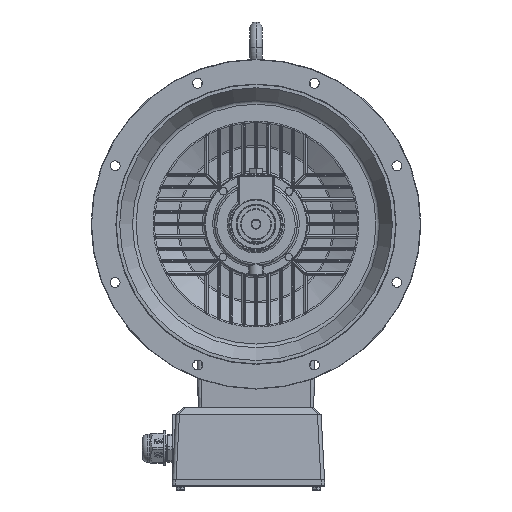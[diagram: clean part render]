
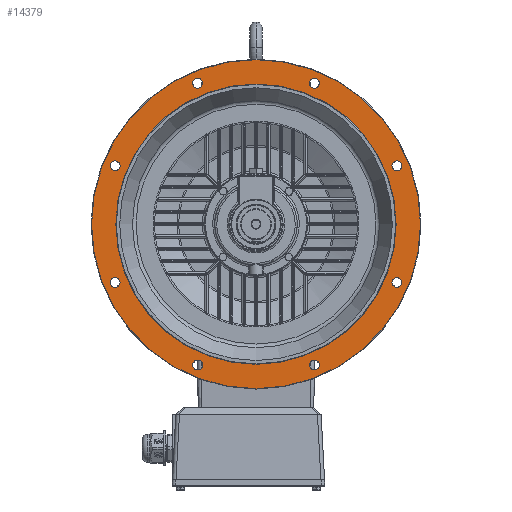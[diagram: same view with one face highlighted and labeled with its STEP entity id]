
A CAD part, left-side view. The second image highlights one B-rep face of the part: STEP entity #14379.
In plain terms, the highlighted planar face has unit normal (-1, 0, 0).
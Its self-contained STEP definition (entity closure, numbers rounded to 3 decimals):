
#6816=PLANE('',#109917);
#8747=FACE_BOUND('',#27106,.T.);
#8748=FACE_BOUND('',#27107,.T.);
#8749=FACE_BOUND('',#27108,.T.);
#8750=FACE_BOUND('',#27109,.T.);
#8751=FACE_BOUND('',#27110,.T.);
#8752=FACE_BOUND('',#27111,.T.);
#8753=FACE_BOUND('',#27112,.T.);
#8754=FACE_BOUND('',#27113,.T.);
#8755=FACE_BOUND('',#27114,.T.);
#8756=FACE_BOUND('',#27115,.T.);
#14379=ADVANCED_FACE('',(#8747,#8748,#8749,#8750,#8751,#8752,#8753,#8754,
#8755,#8756),#6816,.T.);
#27106=EDGE_LOOP('',(#72115));
#27107=EDGE_LOOP('',(#72116,#72117));
#27108=EDGE_LOOP('',(#72118,#72119));
#27109=EDGE_LOOP('',(#72120,#72121));
#27110=EDGE_LOOP('',(#72122,#72123));
#27111=EDGE_LOOP('',(#72124,#72125));
#27112=EDGE_LOOP('',(#72126,#72127));
#27113=EDGE_LOOP('',(#72128,#72129));
#27114=EDGE_LOOP('',(#72130,#72131));
#27115=EDGE_LOOP('',(#72132));
#72115=ORIENTED_EDGE('',*,*,#98879,.T.);
#72116=ORIENTED_EDGE('',*,*,#98880,.F.);
#72117=ORIENTED_EDGE('',*,*,#98881,.F.);
#72118=ORIENTED_EDGE('',*,*,#98882,.F.);
#72119=ORIENTED_EDGE('',*,*,#98883,.F.);
#72120=ORIENTED_EDGE('',*,*,#98884,.F.);
#72121=ORIENTED_EDGE('',*,*,#98885,.F.);
#72122=ORIENTED_EDGE('',*,*,#98886,.F.);
#72123=ORIENTED_EDGE('',*,*,#98887,.F.);
#72124=ORIENTED_EDGE('',*,*,#98888,.F.);
#72125=ORIENTED_EDGE('',*,*,#98889,.F.);
#72126=ORIENTED_EDGE('',*,*,#98890,.F.);
#72127=ORIENTED_EDGE('',*,*,#98891,.F.);
#72128=ORIENTED_EDGE('',*,*,#98892,.F.);
#72129=ORIENTED_EDGE('',*,*,#98893,.F.);
#72130=ORIENTED_EDGE('',*,*,#98894,.F.);
#72131=ORIENTED_EDGE('',*,*,#98895,.F.);
#72132=ORIENTED_EDGE('',*,*,#98896,.T.);
#85040=VERTEX_POINT('',#171609);
#85041=VERTEX_POINT('',#171611);
#85042=VERTEX_POINT('',#171612);
#85043=VERTEX_POINT('',#171615);
#85044=VERTEX_POINT('',#171616);
#85045=VERTEX_POINT('',#171619);
#85046=VERTEX_POINT('',#171620);
#85047=VERTEX_POINT('',#171623);
#85048=VERTEX_POINT('',#171624);
#85049=VERTEX_POINT('',#171627);
#85050=VERTEX_POINT('',#171628);
#85051=VERTEX_POINT('',#171631);
#85052=VERTEX_POINT('',#171632);
#85053=VERTEX_POINT('',#171635);
#85054=VERTEX_POINT('',#171636);
#85055=VERTEX_POINT('',#171639);
#85056=VERTEX_POINT('',#171640);
#85057=VERTEX_POINT('',#171643);
#98879=EDGE_CURVE('',#85040,#85040,#103057,.T.);
#98880=EDGE_CURVE('',#85041,#85042,#103058,.T.);
#98881=EDGE_CURVE('',#85042,#85041,#103059,.T.);
#98882=EDGE_CURVE('',#85043,#85044,#103060,.T.);
#98883=EDGE_CURVE('',#85044,#85043,#103061,.T.);
#98884=EDGE_CURVE('',#85045,#85046,#103062,.T.);
#98885=EDGE_CURVE('',#85046,#85045,#103063,.T.);
#98886=EDGE_CURVE('',#85047,#85048,#103064,.T.);
#98887=EDGE_CURVE('',#85048,#85047,#103065,.T.);
#98888=EDGE_CURVE('',#85049,#85050,#103066,.T.);
#98889=EDGE_CURVE('',#85050,#85049,#103067,.T.);
#98890=EDGE_CURVE('',#85051,#85052,#103068,.T.);
#98891=EDGE_CURVE('',#85052,#85051,#103069,.T.);
#98892=EDGE_CURVE('',#85053,#85054,#103070,.T.);
#98893=EDGE_CURVE('',#85054,#85053,#103071,.T.);
#98894=EDGE_CURVE('',#85055,#85056,#103072,.T.);
#98895=EDGE_CURVE('',#85056,#85055,#103073,.T.);
#98896=EDGE_CURVE('',#85057,#85057,#103074,.T.);
#103057=CIRCLE('',#109899,399.121);
#103058=CIRCLE('',#109900,12.);
#103059=CIRCLE('',#109901,12.);
#103060=CIRCLE('',#109902,12.);
#103061=CIRCLE('',#109903,12.);
#103062=CIRCLE('',#109904,12.);
#103063=CIRCLE('',#109905,12.);
#103064=CIRCLE('',#109906,12.);
#103065=CIRCLE('',#109907,12.);
#103066=CIRCLE('',#109908,12.);
#103067=CIRCLE('',#109909,12.);
#103068=CIRCLE('',#109910,12.);
#103069=CIRCLE('',#109911,12.);
#103070=CIRCLE('',#109912,12.);
#103071=CIRCLE('',#109913,12.);
#103072=CIRCLE('',#109914,12.);
#103073=CIRCLE('',#109915,12.);
#103074=CIRCLE('',#109916,340.);
#109899=AXIS2_PLACEMENT_3D('',#171608,#132696,#132697);
#109900=AXIS2_PLACEMENT_3D('',#171610,#132698,#132699);
#109901=AXIS2_PLACEMENT_3D('',#171613,#132700,#132701);
#109902=AXIS2_PLACEMENT_3D('',#171614,#132702,#132703);
#109903=AXIS2_PLACEMENT_3D('',#171617,#132704,#132705);
#109904=AXIS2_PLACEMENT_3D('',#171618,#132706,#132707);
#109905=AXIS2_PLACEMENT_3D('',#171621,#132708,#132709);
#109906=AXIS2_PLACEMENT_3D('',#171622,#132710,#132711);
#109907=AXIS2_PLACEMENT_3D('',#171625,#132712,#132713);
#109908=AXIS2_PLACEMENT_3D('',#171626,#132714,#132715);
#109909=AXIS2_PLACEMENT_3D('',#171629,#132716,#132717);
#109910=AXIS2_PLACEMENT_3D('',#171630,#132718,#132719);
#109911=AXIS2_PLACEMENT_3D('',#171633,#132720,#132721);
#109912=AXIS2_PLACEMENT_3D('',#171634,#132722,#132723);
#109913=AXIS2_PLACEMENT_3D('',#171637,#132724,#132725);
#109914=AXIS2_PLACEMENT_3D('',#171638,#132726,#132727);
#109915=AXIS2_PLACEMENT_3D('',#171641,#132728,#132729);
#109916=AXIS2_PLACEMENT_3D('',#171642,#132730,#132731);
#109917=AXIS2_PLACEMENT_3D('',#171644,#132732,#132733);
#132696=DIRECTION('',(-1.,0.,0.));
#132697=DIRECTION('',(0.,0.,1.));
#132698=DIRECTION('',(-1.,0.,0.));
#132699=DIRECTION('',(0.,0.,1.));
#132700=DIRECTION('',(-1.,0.,0.));
#132701=DIRECTION('',(0.,0.,1.));
#132702=DIRECTION('',(-1.,0.,0.));
#132703=DIRECTION('',(0.,0.,1.));
#132704=DIRECTION('',(-1.,0.,0.));
#132705=DIRECTION('',(0.,0.,1.));
#132706=DIRECTION('',(-1.,0.,0.));
#132707=DIRECTION('',(0.,0.,1.));
#132708=DIRECTION('',(-1.,0.,0.));
#132709=DIRECTION('',(0.,0.,1.));
#132710=DIRECTION('',(-1.,0.,0.));
#132711=DIRECTION('',(0.,0.,1.));
#132712=DIRECTION('',(-1.,0.,0.));
#132713=DIRECTION('',(0.,0.,1.));
#132714=DIRECTION('',(-1.,0.,0.));
#132715=DIRECTION('',(0.,0.,1.));
#132716=DIRECTION('',(-1.,0.,0.));
#132717=DIRECTION('',(0.,0.,1.));
#132718=DIRECTION('',(-1.,0.,0.));
#132719=DIRECTION('',(0.,0.,1.));
#132720=DIRECTION('',(-1.,0.,0.));
#132721=DIRECTION('',(0.,0.,1.));
#132722=DIRECTION('',(-1.,0.,0.));
#132723=DIRECTION('',(0.,0.,1.));
#132724=DIRECTION('',(-1.,0.,0.));
#132725=DIRECTION('',(0.,0.,1.));
#132726=DIRECTION('',(-1.,0.,0.));
#132727=DIRECTION('',(0.,0.,1.));
#132728=DIRECTION('',(-1.,0.,0.));
#132729=DIRECTION('',(0.,0.,1.));
#132730=DIRECTION('',(1.,0.,0.));
#132731=DIRECTION('',(0.,0.,1.));
#132732=DIRECTION('',(-1.,0.,0.));
#132733=DIRECTION('',(0.,0.,1.));
#171608=CARTESIAN_POINT('',(-596.,0.,0.));
#171609=CARTESIAN_POINT('',(-596.,0.,399.121));
#171610=CARTESIAN_POINT('',(-596.,341.835,141.593));
#171611=CARTESIAN_POINT('',(-596.,350.321,133.108));
#171612=CARTESIAN_POINT('',(-596.,333.35,150.078));
#171613=CARTESIAN_POINT('',(-596.,341.835,141.593));
#171614=CARTESIAN_POINT('',(-596.,141.593,341.835));
#171615=CARTESIAN_POINT('',(-596.,153.593,341.835));
#171616=CARTESIAN_POINT('',(-596.,129.593,341.835));
#171617=CARTESIAN_POINT('',(-596.,141.593,341.835));
#171618=CARTESIAN_POINT('',(-596.,-141.593,341.835));
#171619=CARTESIAN_POINT('',(-596.,-133.108,350.321));
#171620=CARTESIAN_POINT('',(-596.,-150.078,333.35));
#171621=CARTESIAN_POINT('',(-596.,-141.593,341.835));
#171622=CARTESIAN_POINT('',(-596.,-341.835,141.593));
#171623=CARTESIAN_POINT('',(-596.,-341.835,153.593));
#171624=CARTESIAN_POINT('',(-596.,-341.835,129.593));
#171625=CARTESIAN_POINT('',(-596.,-341.835,141.593));
#171626=CARTESIAN_POINT('',(-596.,-341.835,-141.593));
#171627=CARTESIAN_POINT('',(-596.,-350.321,-133.108));
#171628=CARTESIAN_POINT('',(-596.,-333.35,-150.078));
#171629=CARTESIAN_POINT('',(-596.,-341.835,-141.593));
#171630=CARTESIAN_POINT('',(-596.,-141.593,-341.835));
#171631=CARTESIAN_POINT('',(-596.,-153.593,-341.835));
#171632=CARTESIAN_POINT('',(-596.,-129.593,-341.835));
#171633=CARTESIAN_POINT('',(-596.,-141.593,-341.835));
#171634=CARTESIAN_POINT('',(-596.,141.593,-341.835));
#171635=CARTESIAN_POINT('',(-596.,133.108,-350.321));
#171636=CARTESIAN_POINT('',(-596.,150.078,-333.35));
#171637=CARTESIAN_POINT('',(-596.,141.593,-341.835));
#171638=CARTESIAN_POINT('',(-596.,341.835,-141.593));
#171639=CARTESIAN_POINT('',(-596.,341.835,-153.593));
#171640=CARTESIAN_POINT('',(-596.,341.835,-129.593));
#171641=CARTESIAN_POINT('',(-596.,341.835,-141.593));
#171642=CARTESIAN_POINT('',(-596.,0.,0.));
#171643=CARTESIAN_POINT('',(-596.,0.,340.));
#171644=CARTESIAN_POINT('',(-596.,0.,0.));
